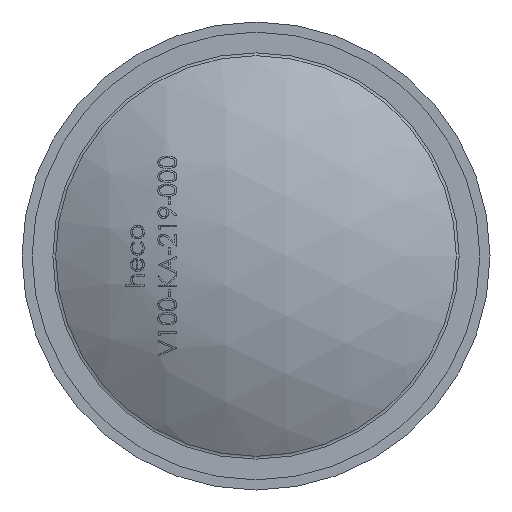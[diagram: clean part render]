
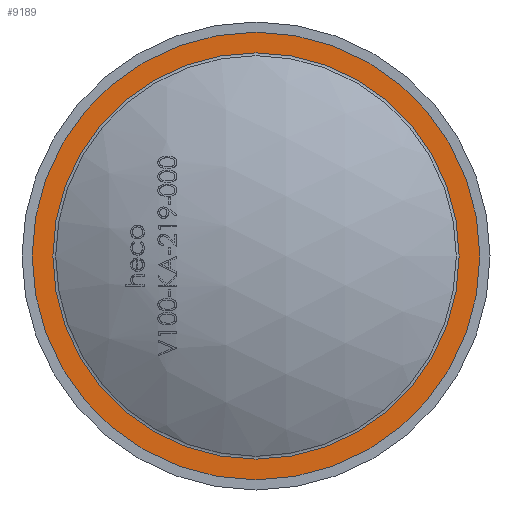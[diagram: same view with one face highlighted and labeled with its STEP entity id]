
A CAD part, left-side view. The second image highlights one B-rep face of the part: STEP entity #9189.
In plain terms, the highlighted planar face has unit normal (-1, 0, 0).
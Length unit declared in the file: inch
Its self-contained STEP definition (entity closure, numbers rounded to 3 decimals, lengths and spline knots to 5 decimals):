
#202 = EDGE_CURVE ( 'NONE', #15596, #15596, #5083, .T. ) ;
#614 = EDGE_LOOP ( 'NONE', ( #14964 ) ) ;
#1294 = DIRECTION ( 'NONE',  ( 0., 0., -1. ) ) ;
#1369 = CARTESIAN_POINT ( 'NONE',  ( -1.235, 4.125, 0. ) ) ;
#1741 = EDGE_LOOP ( 'NONE', ( #5424 ) ) ;
#2249 = AXIS2_PLACEMENT_3D ( 'NONE', #4208, #15232, #15291 ) ;
#3659 = DIRECTION ( 'NONE',  ( 0., 0., 1. ) ) ;
#4208 = CARTESIAN_POINT ( 'NONE',  ( -1.235, 0., 0. ) ) ;
#4598 = FACE_OUTER_BOUND ( 'NONE', #614, .T. ) ;
#5083 = CIRCLE ( 'NONE', #2249, 3.74375 ) ;
#5424 = ORIENTED_EDGE ( 'NONE', *, *, #202, .T. ) ;
#6613 = CIRCLE ( 'NONE', #10672, 4.125 ) ;
#7332 = EDGE_CURVE ( 'NONE', #9505, #9505, #6613, .T. ) ;
#9189 = ADVANCED_FACE ( 'NONE', ( #13506, #4598 ), #9687, .T. ) ;
#9505 = VERTEX_POINT ( 'NONE', #11923 ) ;
#9687 = PLANE ( 'NONE',  #11507 ) ;
#10672 = AXIS2_PLACEMENT_3D ( 'NONE', #13424, #13478, #1294 ) ;
#10893 = DIRECTION ( 'NONE',  ( -1., 0., 0. ) ) ;
#11507 = AXIS2_PLACEMENT_3D ( 'NONE', #1369, #10893, #3659 ) ;
#11923 = CARTESIAN_POINT ( 'NONE',  ( -1.235, 0., -4.125 ) ) ;
#13424 = CARTESIAN_POINT ( 'NONE',  ( -1.235, 0., 0. ) ) ;
#13478 = DIRECTION ( 'NONE',  ( 1., 0., 0. ) ) ;
#13506 = FACE_BOUND ( 'NONE', #1741, .T. ) ;
#14468 = CARTESIAN_POINT ( 'NONE',  ( -1.235, 0., 3.74375 ) ) ;
#14964 = ORIENTED_EDGE ( 'NONE', *, *, #7332, .F. ) ;
#15232 = DIRECTION ( 'NONE',  ( 1., 0., 0. ) ) ;
#15291 = DIRECTION ( 'NONE',  ( 0., 0., 1. ) ) ;
#15596 = VERTEX_POINT ( 'NONE', #14468 ) ;
